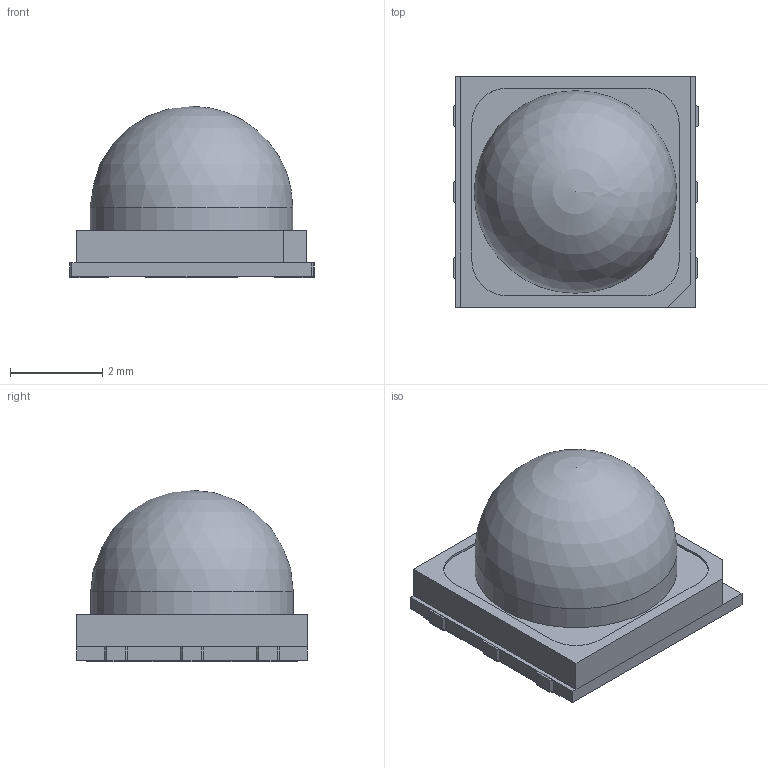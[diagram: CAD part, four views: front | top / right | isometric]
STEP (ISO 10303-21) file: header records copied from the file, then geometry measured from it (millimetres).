
FILE_DESCRIPTION(('FreeCAD Model'),'2;1');
FILE_NAME('LED_USHIO_SMBB_LENS.step', '2020-03-20T17:19:07',('Author'),(''), 'Open CASCADE STEP processor 7.3','FreeCAD','Unknown');
FILE_SCHEMA(('AUTOMOTIVE_DESIGN { 1 0 10303 214 1 1 1 1 }'));
Length unit declared in the file: millimetre
Products named in the file (4): LED_USHIO_SMBB_LENS; LED_USHIO_SMBB; Kugel; Zylinder
Assembly tree (3 placements, depth 2):
  LED_USHIO_SMBB_LENS
    LED_USHIO_SMBB
    Kugel
    Zylinder
Bounding box: 5.32 x 5 x 3.73 mm (x, y, z)
Volume: 54.6 mm3; surface area: 171.8 mm2
Topology: 5 solids, 5 shells, 106 faces, 723 edges, 2062 vertices
Faces by surface type: plane 100, cylinder 5, sphere 1
Full cylindrical faces by diameter (mm): 4.4 x1
Entity records: 11674 total; most frequent: CARTESIAN_POINT 3430, DIRECTION 1450, LINE 1171, VECTOR 1171, ORIENTED_EDGE 488, PCURVE 488, DEFINITIONAL_REPRESENTATION 488, GEOMETRIC_CURVE_SET 479
